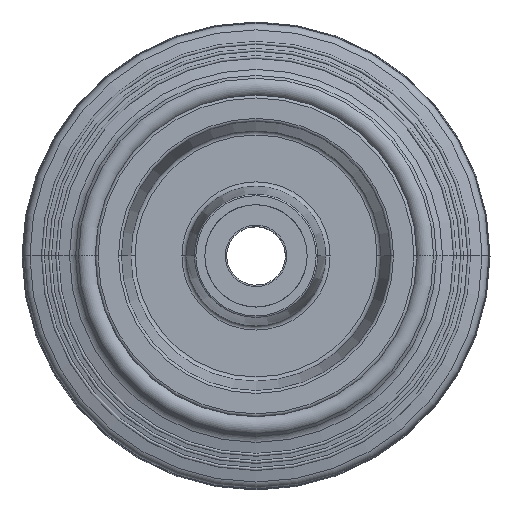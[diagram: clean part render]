
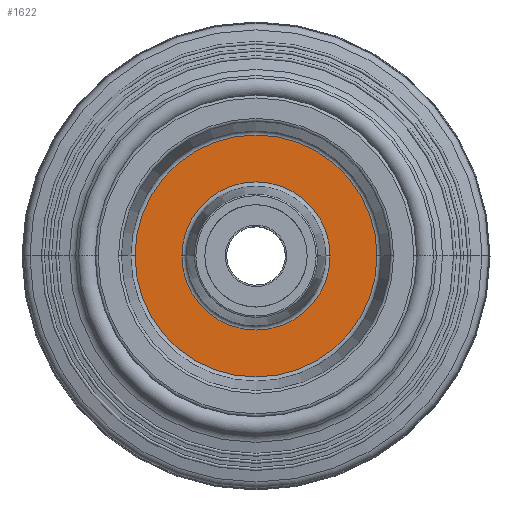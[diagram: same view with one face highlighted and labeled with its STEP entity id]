
A CAD part, top view. The second image highlights one B-rep face of the part: STEP entity #1622.
In plain terms, the highlighted planar face has unit normal (0, 0, 1).
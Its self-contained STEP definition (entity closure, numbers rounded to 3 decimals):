
#48 = CIRCLE ( 'NONE', #929, 25.331 ) ;
#348 = ORIENTED_EDGE ( 'NONE', *, *, #3487, .T. ) ;
#785 = CARTESIAN_POINT ( 'NONE',  ( 17.5, 0., 4. ) ) ;
#914 = ORIENTED_EDGE ( 'NONE', *, *, #3095, .T. ) ;
#929 = AXIS2_PLACEMENT_3D ( 'NONE', #970, #3999, #1407 ) ;
#970 = CARTESIAN_POINT ( 'NONE',  ( 17.5, 0., 4. ) ) ;
#973 = VERTEX_POINT ( 'NONE', #3633 ) ;
#1138 = AXIS2_PLACEMENT_3D ( 'NONE', #2579, #5602, #3014 ) ;
#1196 = CARTESIAN_POINT ( 'NONE',  ( -25., 0., 4. ) ) ;
#1229 = DIRECTION ( 'NONE',  ( -1., 0., 0. ) ) ;
#1281 = CARTESIAN_POINT ( 'NONE',  ( 58.86, 0., 4. ) ) ;
#1407 = DIRECTION ( 'NONE',  ( -1., 0., 0. ) ) ;
#1475 = EDGE_LOOP ( 'NONE', ( #348, #914 ) ) ;
#1622 = ADVANCED_FACE ( 'NONE', ( #4288, #5432 ), #2467, .F. ) ;
#1641 = DIRECTION ( 'NONE',  ( -1., 0., 0. ) ) ;
#1909 = CARTESIAN_POINT ( 'NONE',  ( 17.5, 0., 4. ) ) ;
#1932 = VERTEX_POINT ( 'NONE', #1281 ) ;
#2012 = ORIENTED_EDGE ( 'NONE', *, *, #3314, .T. ) ;
#2261 = CARTESIAN_POINT ( 'NONE',  ( -7.831, 0., 4. ) ) ;
#2356 = DIRECTION ( 'NONE',  ( -1., 0., 0. ) ) ;
#2420 = CARTESIAN_POINT ( 'NONE',  ( -23.86, 0., 4. ) ) ;
#2451 = AXIS2_PLACEMENT_3D ( 'NONE', #785, #3830, #1229 ) ;
#2467 = PLANE ( 'NONE',  #3190 ) ;
#2579 = CARTESIAN_POINT ( 'NONE',  ( 17.5, 0., 4. ) ) ;
#2894 = VERTEX_POINT ( 'NONE', #2420 ) ;
#2957 = AXIS2_PLACEMENT_3D ( 'NONE', #1909, #4924, #2356 ) ;
#3014 = DIRECTION ( 'NONE',  ( -1., 0., 0. ) ) ;
#3057 = ORIENTED_EDGE ( 'NONE', *, *, #4083, .T. ) ;
#3095 = EDGE_CURVE ( 'NONE', #1932, #2894, #4338, .T. ) ;
#3190 = AXIS2_PLACEMENT_3D ( 'NONE', #1196, #4236, #1641 ) ;
#3217 = EDGE_LOOP ( 'NONE', ( #3057, #2012 ) ) ;
#3314 = EDGE_CURVE ( 'NONE', #973, #5146, #5494, .T. ) ;
#3487 = EDGE_CURVE ( 'NONE', #2894, #1932, #4936, .T. ) ;
#3633 = CARTESIAN_POINT ( 'NONE',  ( 42.831, 0., 4. ) ) ;
#3830 = DIRECTION ( 'NONE',  ( 0., 0., 1. ) ) ;
#3999 = DIRECTION ( 'NONE',  ( 0., 0., -1. ) ) ;
#4083 = EDGE_CURVE ( 'NONE', #5146, #973, #48, .T. ) ;
#4236 = DIRECTION ( 'NONE',  ( 0., 0., -1. ) ) ;
#4288 = FACE_BOUND ( 'NONE', #3217, .T. ) ;
#4338 = CIRCLE ( 'NONE', #1138, 41.36 ) ;
#4924 = DIRECTION ( 'NONE',  ( 0., 0., -1. ) ) ;
#4936 = CIRCLE ( 'NONE', #2451, 41.36 ) ;
#5146 = VERTEX_POINT ( 'NONE', #2261 ) ;
#5432 = FACE_OUTER_BOUND ( 'NONE', #1475, .T. ) ;
#5494 = CIRCLE ( 'NONE', #2957, 25.331 ) ;
#5602 = DIRECTION ( 'NONE',  ( 0., 0., 1. ) ) ;
